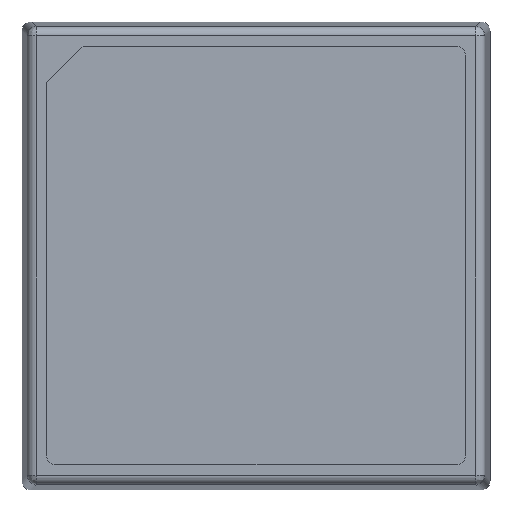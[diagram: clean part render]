
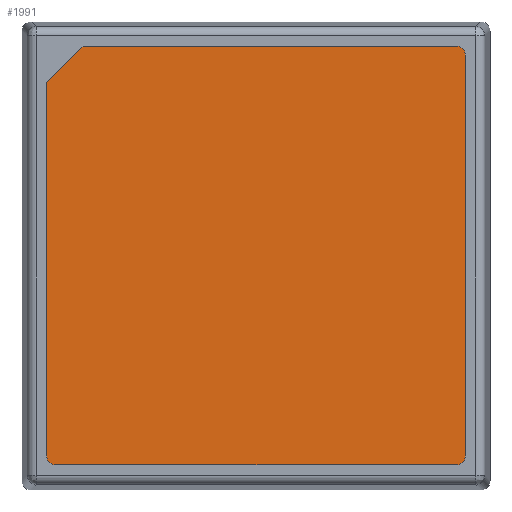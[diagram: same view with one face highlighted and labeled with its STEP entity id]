
A CAD part, top view. The second image highlights one B-rep face of the part: STEP entity #1991.
In plain terms, the highlighted planar face has unit normal (0, 0, 1).
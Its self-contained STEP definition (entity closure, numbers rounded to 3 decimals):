
#1802 = VERTEX_POINT('',#1803);
#1803 = CARTESIAN_POINT('',(0.66,1.35,16.64));
#1809 = EDGE_CURVE('',#1810,#1802,#1812,.T.);
#1810 = VERTEX_POINT('',#1811);
#1811 = CARTESIAN_POINT('',(21.16,1.35,16.64));
#1812 = LINE('',#1813,#1814);
#1813 = CARTESIAN_POINT('',(21.66,1.35,16.64));
#1814 = VECTOR('',#1815,1.);
#1815 = DIRECTION('',(-1.,0.,0.));
#1831 = EDGE_CURVE('',#1832,#1810,#1834,.T.);
#1832 = VERTEX_POINT('',#1833);
#1833 = CARTESIAN_POINT('',(21.66,0.85,16.64));
#1834 = CIRCLE('',#1835,0.5);
#1835 = AXIS2_PLACEMENT_3D('',#1836,#1837,#1838);
#1836 = CARTESIAN_POINT('',(21.16,0.85,16.64));
#1837 = DIRECTION('',(0.,0.,1.));
#1838 = DIRECTION('',(0.,-1.,0.));
#1856 = EDGE_CURVE('',#1857,#1832,#1859,.T.);
#1857 = VERTEX_POINT('',#1858);
#1858 = CARTESIAN_POINT('',(21.66,-21.15,16.64));
#1859 = LINE('',#1860,#1861);
#1860 = CARTESIAN_POINT('',(21.66,-21.65,16.64));
#1861 = VECTOR('',#1862,1.);
#1862 = DIRECTION('',(0.,1.,0.));
#1880 = EDGE_CURVE('',#1881,#1857,#1883,.T.);
#1881 = VERTEX_POINT('',#1882);
#1882 = CARTESIAN_POINT('',(21.16,-21.65,16.64));
#1883 = CIRCLE('',#1884,0.5);
#1884 = AXIS2_PLACEMENT_3D('',#1885,#1886,#1887);
#1885 = CARTESIAN_POINT('',(21.16,-21.15,16.64));
#1886 = DIRECTION('',(0.,0.,1.));
#1887 = DIRECTION('',(0.,-1.,0.));
#1907 = EDGE_CURVE('',#1908,#1881,#1910,.T.);
#1908 = VERTEX_POINT('',#1909);
#1909 = CARTESIAN_POINT('',(-0.84,-21.65,16.64));
#1910 = LINE('',#1911,#1912);
#1911 = CARTESIAN_POINT('',(-1.34,-21.65,16.64));
#1912 = VECTOR('',#1913,1.);
#1913 = DIRECTION('',(1.,0.,0.));
#1929 = EDGE_CURVE('',#1930,#1908,#1932,.T.);
#1930 = VERTEX_POINT('',#1931);
#1931 = CARTESIAN_POINT('',(-1.34,-21.15,16.64));
#1932 = CIRCLE('',#1933,0.5);
#1933 = AXIS2_PLACEMENT_3D('',#1934,#1935,#1936);
#1934 = CARTESIAN_POINT('',(-0.84,-21.15,16.64));
#1935 = DIRECTION('',(0.,0.,1.));
#1936 = DIRECTION('',(0.,-1.,0.));
#1954 = EDGE_CURVE('',#1955,#1930,#1957,.T.);
#1955 = VERTEX_POINT('',#1956);
#1956 = CARTESIAN_POINT('',(-1.34,-0.65,16.64));
#1957 = LINE('',#1958,#1959);
#1958 = CARTESIAN_POINT('',(-1.34,1.35,16.64));
#1959 = VECTOR('',#1960,1.);
#1960 = DIRECTION('',(0.,-1.,0.));
#1980 = EDGE_CURVE('',#1955,#1802,#1981,.T.);
#1981 = LINE('',#1982,#1983);
#1982 = CARTESIAN_POINT('',(-0.34,0.35,16.64));
#1983 = VECTOR('',#1984,1.);
#1984 = DIRECTION('',(0.707,0.707,0.)
  );
#1991 = ADVANCED_FACE('',(#1992),#2002,.F.);
#1992 = FACE_BOUND('',#1993,.T.);
#1993 = EDGE_LOOP('',(#1994,#1995,#1996,#1997,#1998,#1999,#2000,#2001));
#1994 = ORIENTED_EDGE('',*,*,#1907,.T.);
#1995 = ORIENTED_EDGE('',*,*,#1880,.T.);
#1996 = ORIENTED_EDGE('',*,*,#1856,.T.);
#1997 = ORIENTED_EDGE('',*,*,#1831,.T.);
#1998 = ORIENTED_EDGE('',*,*,#1809,.T.);
#1999 = ORIENTED_EDGE('',*,*,#1980,.F.);
#2000 = ORIENTED_EDGE('',*,*,#1954,.T.);
#2001 = ORIENTED_EDGE('',*,*,#1929,.T.);
#2002 = PLANE('',#2003);
#2003 = AXIS2_PLACEMENT_3D('',#2004,#2005,#2006);
#2004 = CARTESIAN_POINT('',(10.16,-10.15,16.64));
#2005 = DIRECTION('',(0.,0.,-1.));
#2006 = DIRECTION('',(0.,-1.,0.));
